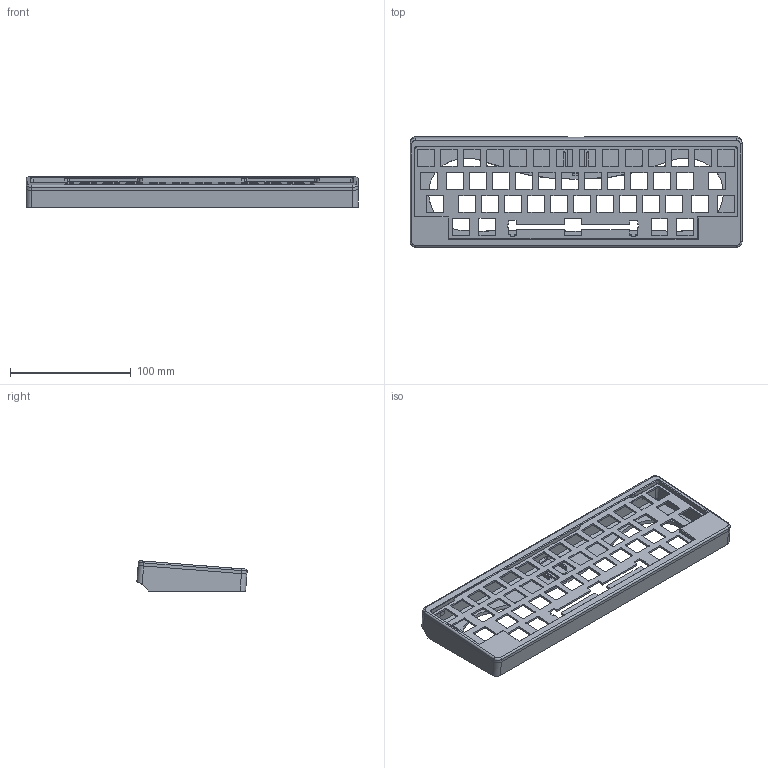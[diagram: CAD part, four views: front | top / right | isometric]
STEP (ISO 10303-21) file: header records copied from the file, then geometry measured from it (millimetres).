
FILE_DESCRIPTION(/* description */ (''),/* implementation_level */ '2;1');
FILE_NAME(/* name */ '17c8a0f4-826b-485a-96fd-a50b241d65d8.stp',/* time_stamp */ '2023-05-14T14:28:10Z',/* author */ (''),/* organization */ (''),/* preprocessor_version */ 'ST-DEVELOPER v19.2',/* originating_system */ 'Autodesk Translation Framework v12.6.0.85',/* authorisation */ '');
FILE_SCHEMA (('AUTOMOTIVE_DESIGN { 1 0 10303 214 3 1 1 }'));
Length unit declared in the file: millimetre
Products named in the file (1): 45kb
Bounding box: 274.7 x 91.21 x 25.11 mm (x, y, z)
Volume: 124473.2 mm3; surface area: 96304.4 mm2
Topology: 3 solids, 3 shells, 707 faces, 2029 edges, 1344 vertices
Faces by surface type: plane 360, cylinder 327, bspline 10, cone 6, torus 4
Full cylindrical faces by diameter (mm): 2.5 x5, 3.45 x4, 3.5 x1, 4 x5, 8 x4
Entity records: 24795 total; most frequent: CARTESIAN_POINT 5479, ORIENTED_EDGE 4054, DIRECTION 4053, EDGE_CURVE 2027, AXIS2_PLACEMENT_3D 1358, VERTEX_POINT 1344, LINE 1337, VECTOR 1337
